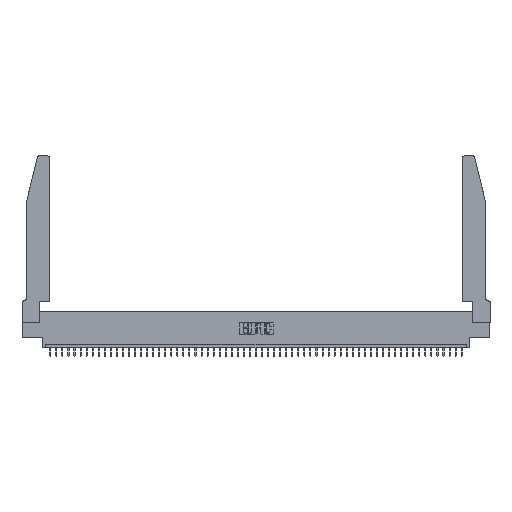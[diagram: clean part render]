
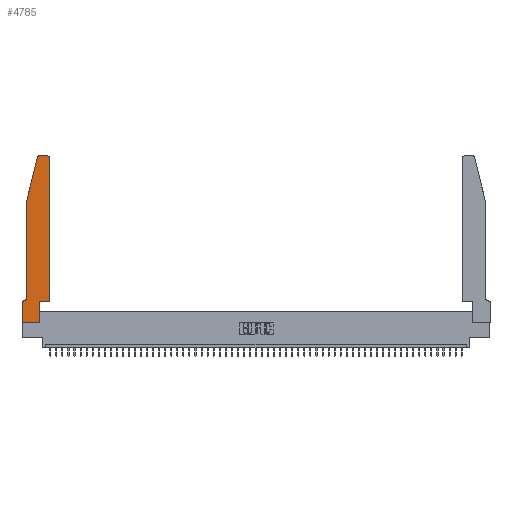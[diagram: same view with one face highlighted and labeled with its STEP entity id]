
A CAD part, top view. The second image highlights one B-rep face of the part: STEP entity #4785.
In plain terms, the highlighted planar face has unit normal (0, 0, 1).
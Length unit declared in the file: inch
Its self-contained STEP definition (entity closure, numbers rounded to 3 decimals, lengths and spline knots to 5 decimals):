
#418 = CARTESIAN_POINT ( 'NONE',  ( 0.0755, 2., 0.37 ) ) ;
#477 = LINE ( 'NONE', #16931, #37195 ) ;
#1447 = DIRECTION ( 'NONE',  ( 0., 0., -1. ) ) ;
#1616 = ORIENTED_EDGE ( 'NONE', *, *, #15829, .T. ) ;
#1620 = EDGE_CURVE ( 'NONE', #20460, #35448, #30973, .T. ) ;
#1658 = PLANE ( 'NONE',  #25146 ) ;
#1691 = VERTEX_POINT ( 'NONE', #26774 ) ;
#1707 = DIRECTION ( 'NONE',  ( -1., 0., 0. ) ) ;
#2215 = DIRECTION ( 'NONE',  ( 0., 0., 1. ) ) ;
#4609 = EDGE_CURVE ( 'NONE', #42021, #23380, #32945, .T. ) ;
#4785 = ADVANCED_FACE ( 'NONE', ( #38561 ), #1658, .T. ) ;
#5188 = EDGE_CURVE ( 'NONE', #23380, #1691, #32917, .T. ) ;
#5376 = DIRECTION ( 'NONE',  ( 1., 0., 0. ) ) ;
#6043 = AXIS2_PLACEMENT_3D ( 'NONE', #18447, #1447, #1707 ) ;
#7521 = CARTESIAN_POINT ( 'NONE',  ( 0.4205, 2.72, 0.37 ) ) ;
#7536 = VERTEX_POINT ( 'NONE', #25834 ) ;
#10368 = CARTESIAN_POINT ( 'NONE',  ( 0.0055, 0.35, 0.37 ) ) ;
#10718 = EDGE_CURVE ( 'NONE', #43863, #7536, #40747, .T. ) ;
#11272 = DIRECTION ( 'NONE',  ( 0., 1., 0. ) ) ;
#11886 = LINE ( 'NONE', #31826, #16279 ) ;
#12393 = ORIENTED_EDGE ( 'NONE', *, *, #29869, .T. ) ;
#12479 = DIRECTION ( 'NONE',  ( -1., 0., 0. ) ) ;
#13498 = CIRCLE ( 'NONE', #32436, 0.03 ) ;
#13766 = CARTESIAN_POINT ( 'NONE',  ( 0.284, 2.75, 0.37 ) ) ;
#14066 = CARTESIAN_POINT ( 'NONE',  ( 0., 0.35, 0.37 ) ) ;
#15829 = EDGE_CURVE ( 'NONE', #29207, #40108, #477, .T. ) ;
#15881 = DIRECTION ( 'NONE',  ( 1., 0., 0. ) ) ;
#16045 = ORIENTED_EDGE ( 'NONE', *, *, #46625, .T. ) ;
#16279 = VECTOR ( 'NONE', #48258, 39.37008 ) ;
#16931 = CARTESIAN_POINT ( 'NONE',  ( 0.4505, 0.35, 0.37 ) ) ;
#17180 = DIRECTION ( 'NONE',  ( 0., 1., 0. ) ) ;
#18447 = CARTESIAN_POINT ( 'NONE',  ( 0.0055, 0.42, 0.37 ) ) ;
#19401 = LINE ( 'NONE', #35809, #43654 ) ;
#20010 = CARTESIAN_POINT ( 'NONE',  ( 0., 0., 0.37 ) ) ;
#20188 = LINE ( 'NONE', #44949, #47099 ) ;
#20460 = VERTEX_POINT ( 'NONE', #48635 ) ;
#21624 = VECTOR ( 'NONE', #37034, 39.37008 ) ;
#23380 = VERTEX_POINT ( 'NONE', #13766 ) ;
#23672 = LINE ( 'NONE', #48174, #43641 ) ;
#25146 = AXIS2_PLACEMENT_3D ( 'NONE', #14066, #2215, #30505 ) ;
#25834 = CARTESIAN_POINT ( 'NONE',  ( 0.2865, 0., 0.37 ) ) ;
#25859 = CARTESIAN_POINT ( 'NONE',  ( 0.284, 2.72, 0.37 ) ) ;
#26774 = CARTESIAN_POINT ( 'NONE',  ( 0.25487, 2.72718, 0.37 ) ) ;
#29207 = VERTEX_POINT ( 'NONE', #43152 ) ;
#29218 = VECTOR ( 'NONE', #48314, 39.37008 ) ;
#29344 = ORIENTED_EDGE ( 'NONE', *, *, #29753, .T. ) ;
#29753 = EDGE_CURVE ( 'NONE', #35448, #31079, #20188, .T. ) ;
#29790 = EDGE_CURVE ( 'NONE', #40108, #42021, #13498, .T. ) ;
#29869 = EDGE_CURVE ( 'NONE', #36324, #20460, #19401, .T. ) ;
#30505 = DIRECTION ( 'NONE',  ( 1., 0., 0. ) ) ;
#30973 = CIRCLE ( 'NONE', #6043, 0.07 ) ;
#31079 = VERTEX_POINT ( 'NONE', #50601 ) ;
#31826 = CARTESIAN_POINT ( 'NONE',  ( 0., 0., 0.37 ) ) ;
#32436 = AXIS2_PLACEMENT_3D ( 'NONE', #7521, #48470, #15881 ) ;
#32917 = CIRCLE ( 'NONE', #46687, 0.03 ) ;
#32945 = LINE ( 'NONE', #49386, #48393 ) ;
#33292 = VECTOR ( 'NONE', #50212, 39.37008 ) ;
#34050 = EDGE_CURVE ( 'NONE', #31079, #43863, #11886, .T. ) ;
#34570 = ORIENTED_EDGE ( 'NONE', *, *, #34050, .T. ) ;
#35448 = VERTEX_POINT ( 'NONE', #10368 ) ;
#35809 = CARTESIAN_POINT ( 'NONE',  ( 0.0755, 2., 0.37 ) ) ;
#36176 = CARTESIAN_POINT ( 'NONE',  ( 0., 0., 0.37 ) ) ;
#36324 = VERTEX_POINT ( 'NONE', #418 ) ;
#37034 = DIRECTION ( 'NONE',  ( -0.239, -0.971, 0. ) ) ;
#37048 = CARTESIAN_POINT ( 'NONE',  ( 0.4205, 2.75, 0.37 ) ) ;
#37195 = VECTOR ( 'NONE', #17180, 39.37008 ) ;
#38210 = VERTEX_POINT ( 'NONE', #52220 ) ;
#38561 = FACE_OUTER_BOUND ( 'NONE', #42050, .T. ) ;
#40108 = VERTEX_POINT ( 'NONE', #48366 ) ;
#40551 = CARTESIAN_POINT ( 'NONE',  ( 0.0755, 2., 0.37 ) ) ;
#40747 = LINE ( 'NONE', #36176, #29218 ) ;
#42021 = VERTEX_POINT ( 'NONE', #37048 ) ;
#42050 = EDGE_LOOP ( 'NONE', ( #48207, #47862, #51738, #12393, #45925, #29344, #34570, #50397, #16045, #51142, #1616, #52511 ) ) ;
#42092 = LINE ( 'NONE', #50484, #33292 ) ;
#42271 = DIRECTION ( 'NONE',  ( 0., 0., 1. ) ) ;
#43152 = CARTESIAN_POINT ( 'NONE',  ( 0.4505, 0.35, 0.37 ) ) ;
#43641 = VECTOR ( 'NONE', #11272, 39.37008 ) ;
#43654 = VECTOR ( 'NONE', #52268, 39.37008 ) ;
#43863 = VERTEX_POINT ( 'NONE', #20010 ) ;
#44877 = EDGE_CURVE ( 'NONE', #38210, #29207, #42092, .T. ) ;
#44949 = CARTESIAN_POINT ( 'NONE',  ( 0.0755, 0.35, 0.37 ) ) ;
#45925 = ORIENTED_EDGE ( 'NONE', *, *, #1620, .T. ) ;
#46625 = EDGE_CURVE ( 'NONE', #7536, #38210, #23672, .T. ) ;
#46687 = AXIS2_PLACEMENT_3D ( 'NONE', #25859, #42271, #5376 ) ;
#47099 = VECTOR ( 'NONE', #52796, 39.37008 ) ;
#47862 = ORIENTED_EDGE ( 'NONE', *, *, #5188, .T. ) ;
#48174 = CARTESIAN_POINT ( 'NONE',  ( 0.2865, 0.35, 0.37 ) ) ;
#48207 = ORIENTED_EDGE ( 'NONE', *, *, #4609, .T. ) ;
#48258 = DIRECTION ( 'NONE',  ( 0., -1., 0. ) ) ;
#48314 = DIRECTION ( 'NONE',  ( 1., 0., 0. ) ) ;
#48366 = CARTESIAN_POINT ( 'NONE',  ( 0.4505, 2.72, 0.37 ) ) ;
#48393 = VECTOR ( 'NONE', #12479, 39.37008 ) ;
#48470 = DIRECTION ( 'NONE',  ( 0., 0., 1. ) ) ;
#48635 = CARTESIAN_POINT ( 'NONE',  ( 0.0755, 0.42, 0.37 ) ) ;
#48922 = LINE ( 'NONE', #40551, #21624 ) ;
#49386 = CARTESIAN_POINT ( 'NONE',  ( 0.2605, 2.75, 0.37 ) ) ;
#50212 = DIRECTION ( 'NONE',  ( 1., 0., 0. ) ) ;
#50397 = ORIENTED_EDGE ( 'NONE', *, *, #10718, .T. ) ;
#50484 = CARTESIAN_POINT ( 'NONE',  ( 0.4505, 0.35, 0.37 ) ) ;
#50601 = CARTESIAN_POINT ( 'NONE',  ( 0., 0.35, 0.37 ) ) ;
#51142 = ORIENTED_EDGE ( 'NONE', *, *, #44877, .T. ) ;
#51738 = ORIENTED_EDGE ( 'NONE', *, *, #53148, .T. ) ;
#52220 = CARTESIAN_POINT ( 'NONE',  ( 0.2865, 0.35, 0.37 ) ) ;
#52268 = DIRECTION ( 'NONE',  ( 0., -1., 0. ) ) ;
#52511 = ORIENTED_EDGE ( 'NONE', *, *, #29790, .T. ) ;
#52796 = DIRECTION ( 'NONE',  ( -1., 0., 0. ) ) ;
#53148 = EDGE_CURVE ( 'NONE', #1691, #36324, #48922, .T. ) ;
